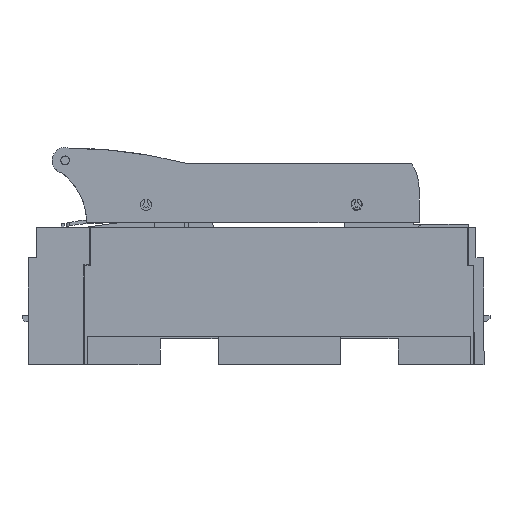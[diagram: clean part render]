
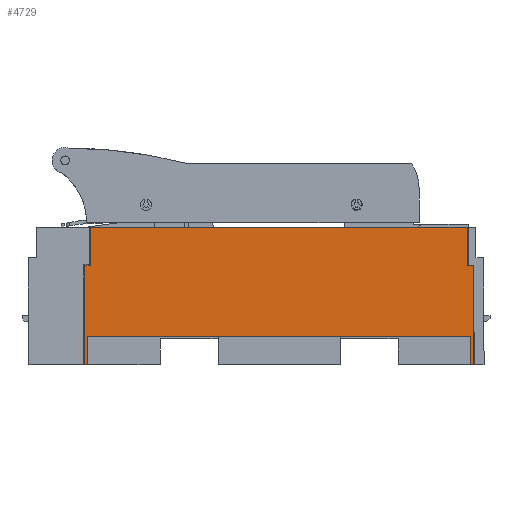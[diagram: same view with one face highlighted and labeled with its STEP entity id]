
A CAD part, front view. The second image highlights one B-rep face of the part: STEP entity #4729.
In plain terms, the highlighted planar face has unit normal (0, -1, 0).
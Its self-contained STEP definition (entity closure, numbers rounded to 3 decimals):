
#41=DIRECTION('',(-1.,0.,0.));
#42=VECTOR('',#41,2.);
#43=CARTESIAN_POINT('',(127.5,-45.5,0.));
#44=LINE('',#43,#42);
#742=DIRECTION('',(0.,0.,-1.));
#743=VECTOR('',#742,25.2);
#744=CARTESIAN_POINT('',(-123.6,-45.5,90.));
#745=LINE('',#744,#743);
#749=DIRECTION('',(-1.,0.,0.));
#750=VECTOR('',#749,247.2);
#751=CARTESIAN_POINT('',(123.6,-45.5,90.));
#752=LINE('',#751,#750);
#756=DIRECTION('',(-1.,0.,0.));
#757=VECTOR('',#756,3.9);
#758=CARTESIAN_POINT('',(127.5,-45.5,64.8));
#759=LINE('',#758,#757);
#763=DIRECTION('',(0.,0.,-1.));
#764=VECTOR('',#763,18.5);
#765=CARTESIAN_POINT('',(125.5,-45.5,18.5));
#766=LINE('',#765,#764);
#770=DIRECTION('',(1.,0.,0.));
#771=VECTOR('',#770,251.);
#772=CARTESIAN_POINT('',(-125.5,-45.5,18.5));
#773=LINE('',#772,#771);
#777=DIRECTION('',(0.,0.,-1.));
#778=VECTOR('',#777,64.8);
#779=CARTESIAN_POINT('',(-127.5,-45.5,64.8));
#780=LINE('',#779,#778);
#963=DIRECTION('',(1.,0.,0.));
#964=VECTOR('',#963,3.9);
#965=CARTESIAN_POINT('',(-127.5,-45.5,64.8));
#966=LINE('',#965,#964);
#1988=DIRECTION('',(0.,0.,-1.));
#1989=VECTOR('',#1988,64.8);
#1990=CARTESIAN_POINT('',(127.5,-45.5,64.8));
#1991=LINE('',#1990,#1989);
#2191=DIRECTION('',(0.,0.,-1.));
#2192=VECTOR('',#2191,25.2);
#2193=CARTESIAN_POINT('',(123.6,-45.5,90.));
#2194=LINE('',#2193,#2192);
#3209=DIRECTION('',(0.,0.,-1.));
#3210=VECTOR('',#3209,18.5);
#3211=CARTESIAN_POINT('',(-125.5,-45.5,18.5));
#3212=LINE('',#3211,#3210);
#3342=DIRECTION('',(-1.,0.,0.));
#3343=VECTOR('',#3342,2.);
#3344=CARTESIAN_POINT('',(-125.5,-45.5,0.));
#3345=LINE('',#3344,#3343);
#3440=CARTESIAN_POINT('',(127.5,-45.5,0.));
#3441=VERTEX_POINT('',#3440);
#3442=CARTESIAN_POINT('',(125.5,-45.5,0.));
#3443=VERTEX_POINT('',#3442);
#3516=CARTESIAN_POINT('',(127.5,-45.5,64.8));
#3517=VERTEX_POINT('',#3516);
#3522=CARTESIAN_POINT('',(-123.6,-45.5,90.));
#3523=CARTESIAN_POINT('',(-123.6,-45.5,64.8));
#3524=VERTEX_POINT('',#3522);
#3525=VERTEX_POINT('',#3523);
#3526=CARTESIAN_POINT('',(-127.5,-45.5,64.8));
#3527=VERTEX_POINT('',#3526);
#3528=CARTESIAN_POINT('',(-127.5,-45.5,0.));
#3529=VERTEX_POINT('',#3528);
#3530=CARTESIAN_POINT('',(-125.5,-45.5,0.));
#3531=VERTEX_POINT('',#3530);
#3532=CARTESIAN_POINT('',(-125.5,-45.5,18.5));
#3533=VERTEX_POINT('',#3532);
#3534=CARTESIAN_POINT('',(125.5,-45.5,18.5));
#3535=VERTEX_POINT('',#3534);
#3536=CARTESIAN_POINT('',(123.6,-45.5,64.8));
#3537=VERTEX_POINT('',#3536);
#3538=CARTESIAN_POINT('',(123.6,-45.5,90.));
#3539=VERTEX_POINT('',#3538);
#4702=CARTESIAN_POINT('',(0.,-45.5,0.));
#4703=DIRECTION('',(0.,1.,0.));
#4704=DIRECTION('',(0.,0.,1.));
#4705=AXIS2_PLACEMENT_3D('',#4702,#4703,#4704);
#4706=PLANE('',#4705);
#4708=ORIENTED_EDGE('',*,*,#4707,.F.);
#4710=ORIENTED_EDGE('',*,*,#4709,.F.);
#4712=ORIENTED_EDGE('',*,*,#4711,.T.);
#4714=ORIENTED_EDGE('',*,*,#4713,.F.);
#4716=ORIENTED_EDGE('',*,*,#4715,.T.);
#4717=ORIENTED_EDGE('',*,*,#4099,.T.);
#4718=ORIENTED_EDGE('',*,*,#4686,.F.);
#4719=ORIENTED_EDGE('',*,*,#4649,.F.);
#4721=ORIENTED_EDGE('',*,*,#4720,.T.);
#4723=ORIENTED_EDGE('',*,*,#4722,.T.);
#4724=ORIENTED_EDGE('',*,*,#4299,.F.);
#4726=ORIENTED_EDGE('',*,*,#4725,.T.);
#4727=EDGE_LOOP('',(#4708,#4710,#4712,#4714,#4716,#4717,#4718,#4719,#4721,#4723,
#4724,#4726));
#4728=FACE_OUTER_BOUND('',#4727,.F.);
#4099=EDGE_CURVE('',#3441,#3443,#44,.T.);
#4299=EDGE_CURVE('',#3527,#3529,#780,.T.);
#4649=EDGE_CURVE('',#3533,#3535,#773,.T.);
#4686=EDGE_CURVE('',#3535,#3443,#766,.T.);
#4707=EDGE_CURVE('',#3524,#3525,#745,.T.);
#4709=EDGE_CURVE('',#3539,#3524,#752,.T.);
#4711=EDGE_CURVE('',#3539,#3537,#2194,.T.);
#4713=EDGE_CURVE('',#3517,#3537,#759,.T.);
#4715=EDGE_CURVE('',#3517,#3441,#1991,.T.);
#4720=EDGE_CURVE('',#3533,#3531,#3212,.T.);
#4722=EDGE_CURVE('',#3531,#3529,#3345,.T.);
#4725=EDGE_CURVE('',#3527,#3525,#966,.T.);
#4729=ADVANCED_FACE('',(#4728),#4706,.F.);
